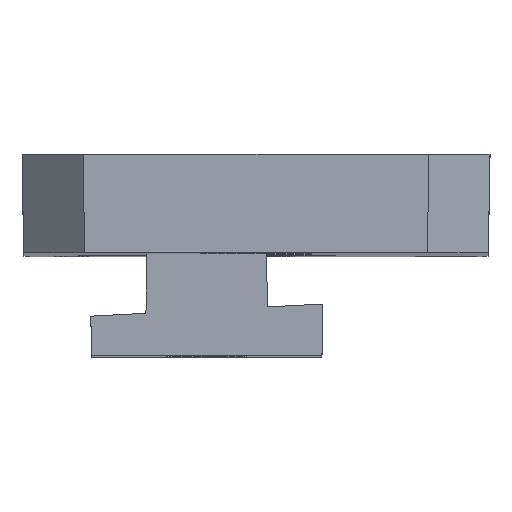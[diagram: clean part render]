
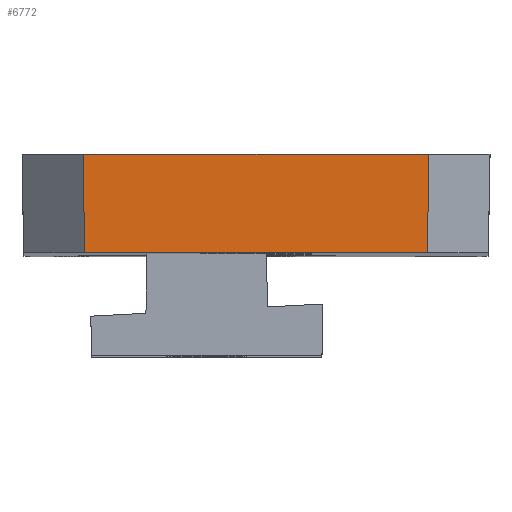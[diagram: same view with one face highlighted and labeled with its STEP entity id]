
A CAD part, top view. The second image highlights one B-rep face of the part: STEP entity #6772.
In plain terms, the highlighted planar face has unit normal (0, -0.018, 1).
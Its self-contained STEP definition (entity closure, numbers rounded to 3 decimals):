
#241 = EDGE_CURVE ( 'NONE', #378, #4723, #10405, .T. ) ;
#342 = PLANE ( 'NONE',  #6539 ) ;
#378 = VERTEX_POINT ( 'NONE', #9273 ) ;
#690 = EDGE_CURVE ( 'NONE', #1678, #4723, #6528, .T. ) ;
#788 = ORIENTED_EDGE ( 'NONE', *, *, #2334, .T. ) ;
#1028 = EDGE_LOOP ( 'NONE', ( #9747, #1097, #9300, #788 ) ) ;
#1031 = CARTESIAN_POINT ( 'NONE',  ( -13.942, 0., 92.36 ) ) ;
#1097 = ORIENTED_EDGE ( 'NONE', *, *, #690, .T. ) ;
#1523 = VERTEX_POINT ( 'NONE', #1031 ) ;
#1678 = VERTEX_POINT ( 'NONE', #7022 ) ;
#1981 = LINE ( 'NONE', #4398, #6338 ) ;
#2075 = DIRECTION ( 'NONE',  ( 1., 0., 0. ) ) ;
#2334 = EDGE_CURVE ( 'NONE', #378, #1523, #1981, .T. ) ;
#2389 = DIRECTION ( 'NONE',  ( 1., 0., 0. ) ) ;
#3605 = CARTESIAN_POINT ( 'NONE',  ( -19., 8., 92.5 ) ) ;
#4224 = CARTESIAN_POINT ( 'NONE',  ( 14., 8., 92.5 ) ) ;
#4398 = CARTESIAN_POINT ( 'NONE',  ( -13.994, 7.223, 92.486 ) ) ;
#4710 = DIRECTION ( 'NONE',  ( 0.007, 1., 0.017 ) ) ;
#4723 = VERTEX_POINT ( 'NONE', #4224 ) ;
#5265 = DIRECTION ( 'NONE',  ( 0., -0.017, 1. ) ) ;
#6290 = VECTOR ( 'NONE', #4710, 1000. ) ;
#6338 = VECTOR ( 'NONE', #9215, 1000. ) ;
#6528 = LINE ( 'NONE', #8938, #6290 ) ;
#6539 = AXIS2_PLACEMENT_3D ( 'NONE', #3605, #5265, #9230 ) ;
#6554 = VECTOR ( 'NONE', #2075, 1000. ) ;
#6764 = FACE_OUTER_BOUND ( 'NONE', #1028, .T. ) ;
#6772 = ADVANCED_FACE ( 'NONE', ( #6764 ), #342, .T. ) ;
#7022 = CARTESIAN_POINT ( 'NONE',  ( 13.942, 0., 92.36 ) ) ;
#7183 = EDGE_CURVE ( 'NONE', #1523, #1678, #7753, .T. ) ;
#7753 = LINE ( 'NONE', #9411, #6554 ) ;
#7904 = CARTESIAN_POINT ( 'NONE',  ( -19., 8., 92.5 ) ) ;
#8623 = VECTOR ( 'NONE', #2389, 1000. ) ;
#8938 = CARTESIAN_POINT ( 'NONE',  ( 13.994, 7.193, 92.486 ) ) ;
#9215 = DIRECTION ( 'NONE',  ( 0.007, -1., -0.017 ) ) ;
#9230 = DIRECTION ( 'NONE',  ( 0., -1., -0.017 ) ) ;
#9273 = CARTESIAN_POINT ( 'NONE',  ( -14., 8., 92.5 ) ) ;
#9300 = ORIENTED_EDGE ( 'NONE', *, *, #241, .F. ) ;
#9411 = CARTESIAN_POINT ( 'NONE',  ( 0., 0., 92.36 ) ) ;
#9747 = ORIENTED_EDGE ( 'NONE', *, *, #7183, .T. ) ;
#10405 = LINE ( 'NONE', #7904, #8623 ) ;
